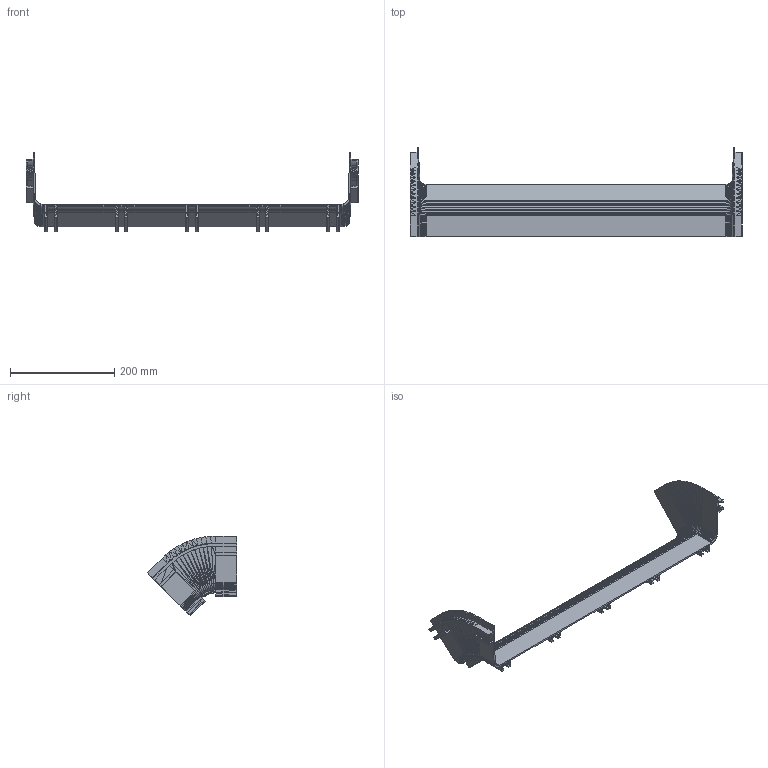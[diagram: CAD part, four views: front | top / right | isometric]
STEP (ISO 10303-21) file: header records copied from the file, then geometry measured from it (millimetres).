
FILE_DESCRIPTION(('FreeCAD Model'),'2;1');
FILE_NAME('Open CASCADE Shape Model','2022-12-06T15:22:47',('Author'),( ''),'Open CASCADE STEP processor 7.6','FreeCAD','Unknown');
FILE_SCHEMA(('AUTOMOTIVE_DESIGN { 1 0 10303 214 1 1 1 1 }'));
Products named in the file (1): DS_600_31980____________________________________________________45_____
_______________________________________600____001001 (Solid)
Bounding box: 636 x 170.76 x 153.11 mm (x, y, z)
Volume: 363261.4 mm3; surface area: 259715 mm2
Topology: 1 solids, 1 shells, 4556 faces, 7768 edges, 3214 vertices
Faces by surface type: plane 4556
Entity records: 198266 total; most frequent: DIRECTION 32418, CARTESIAN_POINT 31075, LINE 23304, VECTOR 23304, ORIENTED_EDGE 15536, PCURVE 15536, DEFINITIONAL_REPRESENTATION 15536, EDGE_CURVE 7768
